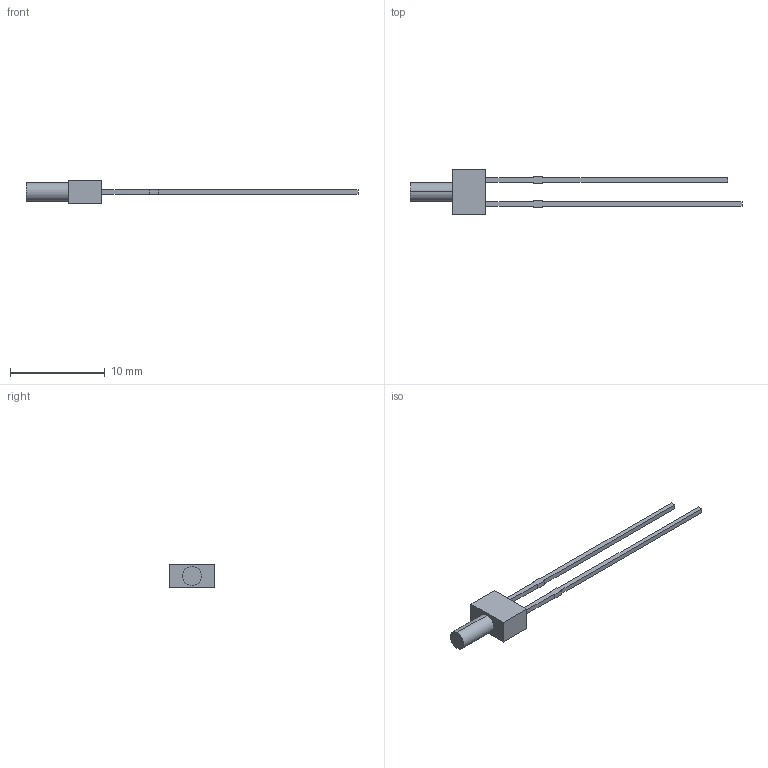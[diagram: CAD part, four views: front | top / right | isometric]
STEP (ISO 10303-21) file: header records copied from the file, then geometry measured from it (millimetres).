
FILE_DESCRIPTION (( 'STEP AP214' ), '1' );
FILE_NAME ('XLxx13.STEP', '2015-09-10T00:06:20', ( '' ), ( '' ), 'SwSTEP 2.0', 'SolidWorks 2012', '' );
FILE_SCHEMA (( 'AUTOMOTIVE_DESIGN' ));
Length unit declared in the file: millimetre
Products named in the file (1): XLxx13
Bounding box: 35 x 4.8 x 2.5 mm (x, y, z)
Volume: 69.5 mm3; surface area: 209.6 mm2
Topology: 1 solids, 1 shells, 225 faces, 612 edges, 408 vertices
Faces by surface type: plane 155, bspline 68, cylinder 2
Entity records: 12074 total; most frequent: CARTESIAN_POINT 4458, ORIENTED_EDGE 1224, DIRECTION 796, EDGE_CURVE 612, VECTOR 472, LINE 472, VERTEX_POINT 408, EDGE_LOOP 244
